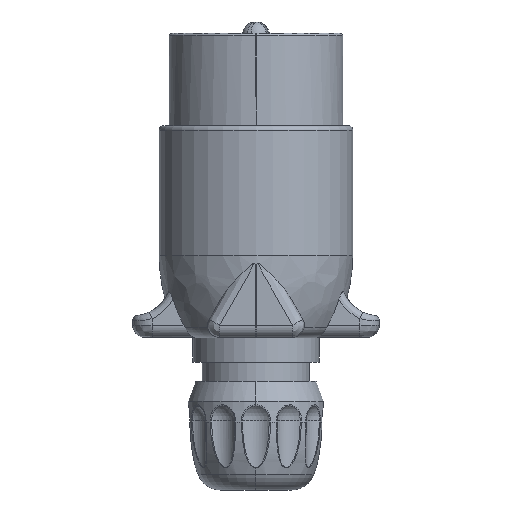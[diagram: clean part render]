
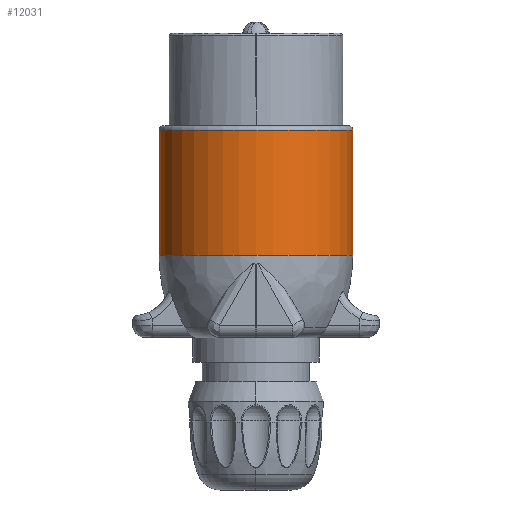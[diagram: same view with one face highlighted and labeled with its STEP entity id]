
A CAD part, left-side view. The second image highlights one B-rep face of the part: STEP entity #12031.
In plain terms, the highlighted cylindrical face has radius 20.05 mm (diameter 40.1 mm), a partial arc.
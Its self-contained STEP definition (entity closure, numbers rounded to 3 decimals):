
#1248=CARTESIAN_POINT('',(0.,0.,-7.));
#1249=DIRECTION('',(0.,0.,1.));
#1250=DIRECTION('',(0.,1.,0.));
#1251=AXIS2_PLACEMENT_3D('',#1248,#1249,#1250);
#1263=DIRECTION('',(0.,0.,1.));
#1264=VECTOR('',#1263,25.9);
#1265=CARTESIAN_POINT('',(0.,20.05,
-32.9));
#1266=LINE('',#1265,#1264);
#1267=DIRECTION('',(0.,0.,1.));
#1268=VECTOR('',#1267,25.9);
#1269=CARTESIAN_POINT('',(0.,-20.05,
-32.9));
#1270=LINE('',#1269,#1268);
#1271=CARTESIAN_POINT('',(0.,0.,-32.9));
#1272=DIRECTION('',(0.,0.,1.));
#1273=DIRECTION('',(0.,1.,0.));
#1274=AXIS2_PLACEMENT_3D('',#1271,#1272,#1273);
#9064=CARTESIAN_POINT('',(0.,20.05,
-32.9));
#9065=CARTESIAN_POINT('',(0.,20.05,-7.));
#9066=VERTEX_POINT('',#9064);
#9067=VERTEX_POINT('',#9065);
#9070=CARTESIAN_POINT('',(0.,-20.05,
-32.9));
#9071=CARTESIAN_POINT('',(0.,-20.05,-7.));
#9072=VERTEX_POINT('',#9070);
#9073=VERTEX_POINT('',#9071);
#12019=CARTESIAN_POINT('',(0.,0.,-2.9));
#12020=DIRECTION('',(0.,0.,-1.));
#12021=DIRECTION('',(0.,-1.,0.));
#12022=AXIS2_PLACEMENT_3D('',#12019,#12020,#12021);
#12023=CYLINDRICAL_SURFACE('',#12022,20.05);
#12024=ORIENTED_EDGE('',*,*,#11989,.T.);
#12025=ORIENTED_EDGE('',*,*,#11966,.T.);
#12026=ORIENTED_EDGE('',*,*,#11993,.F.);
#12028=ORIENTED_EDGE('',*,*,#12027,.F.);
#12029=EDGE_LOOP('',(#12024,#12025,#12026,#12028));
#12030=FACE_OUTER_BOUND('',#12029,.F.);
#12031=ADVANCED_FACE('',(#12030),#12023,.T.);
#1252=CIRCLE('',#1251,20.05);
#1275=CIRCLE('',#1274,20.05);
#11966=EDGE_CURVE('',#9067,#9073,#1252,.T.);
#11989=EDGE_CURVE('',#9066,#9067,#1266,.T.);
#11993=EDGE_CURVE('',#9072,#9073,#1270,.T.);
#12027=EDGE_CURVE('',#9066,#9072,#1275,.T.);
